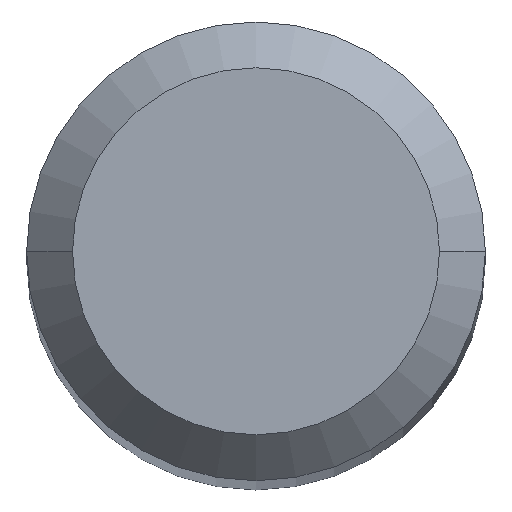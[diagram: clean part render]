
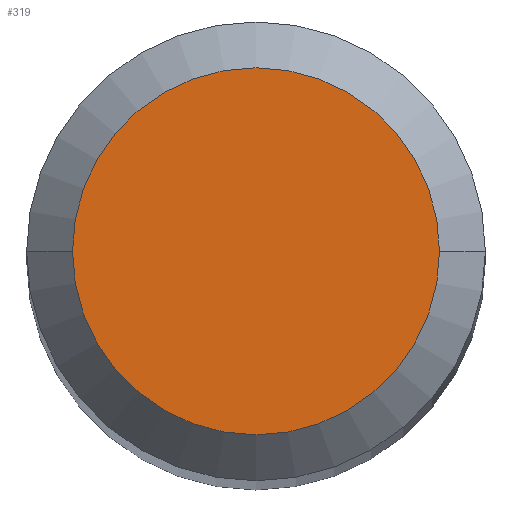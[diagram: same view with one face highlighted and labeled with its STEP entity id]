
A CAD part, top view. The second image highlights one B-rep face of the part: STEP entity #319.
In plain terms, the highlighted planar face has unit normal (0, 0, 1).
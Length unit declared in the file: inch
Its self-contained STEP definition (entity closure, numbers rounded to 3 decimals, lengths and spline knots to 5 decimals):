
#73 = DIRECTION ( 'NONE',  ( -1., 0., 0. ) ) ;
#77 = CARTESIAN_POINT ( 'NONE',  ( 0., 0., 0. ) ) ;
#97 = CIRCLE ( 'NONE', #154, 0.04724 ) ;
#102 = VERTEX_POINT ( 'NONE', #175 ) ;
#107 = DIRECTION ( 'NONE',  ( 1., 0., 0. ) ) ;
#154 = AXIS2_PLACEMENT_3D ( 'NONE', #448, #331, #107 ) ;
#175 = CARTESIAN_POINT ( 'NONE',  ( 0.04724, 0., 0. ) ) ;
#181 = FACE_OUTER_BOUND ( 'NONE', #481, .T. ) ;
#183 = DIRECTION ( 'NONE',  ( 1., 0., 0. ) ) ;
#186 = EDGE_CURVE ( 'NONE', #475, #102, #97, .T. ) ;
#190 = AXIS2_PLACEMENT_3D ( 'NONE', #77, #352, #73 ) ;
#219 = CARTESIAN_POINT ( 'NONE',  ( 0., 0., 0. ) ) ;
#225 = EDGE_CURVE ( 'NONE', #102, #475, #279, .T. ) ;
#279 = CIRCLE ( 'NONE', #306, 0.04724 ) ;
#306 = AXIS2_PLACEMENT_3D ( 'NONE', #219, #332, #183 ) ;
#318 = ORIENTED_EDGE ( 'NONE', *, *, #186, .T. ) ;
#319 = ADVANCED_FACE ( 'NONE', ( #181 ), #334, .F. ) ;
#329 = CARTESIAN_POINT ( 'NONE',  ( -0.04724, 0., 0. ) ) ;
#331 = DIRECTION ( 'NONE',  ( 0., 0., 1. ) ) ;
#332 = DIRECTION ( 'NONE',  ( 0., 0., 1. ) ) ;
#334 = PLANE ( 'NONE',  #190 ) ;
#352 = DIRECTION ( 'NONE',  ( 0., 0., -1. ) ) ;
#448 = CARTESIAN_POINT ( 'NONE',  ( 0., 0., 0. ) ) ;
#452 = ORIENTED_EDGE ( 'NONE', *, *, #225, .T. ) ;
#475 = VERTEX_POINT ( 'NONE', #329 ) ;
#481 = EDGE_LOOP ( 'NONE', ( #318, #452 ) ) ;
